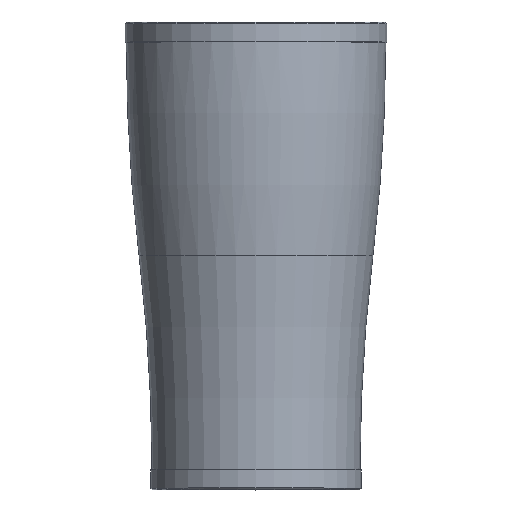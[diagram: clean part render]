
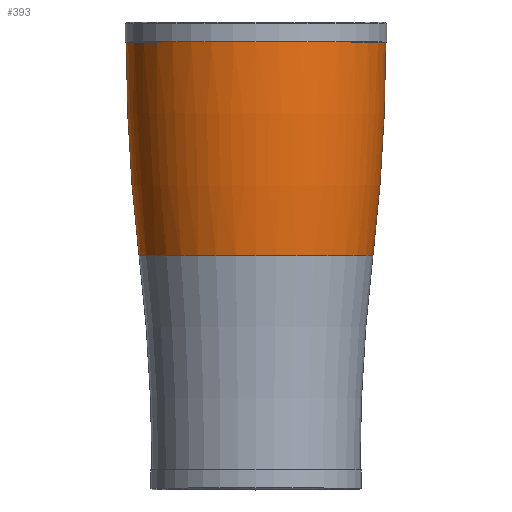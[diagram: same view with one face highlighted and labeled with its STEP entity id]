
A CAD part, top view. The second image highlights one B-rep face of the part: STEP entity #393.
In plain terms, the highlighted toroidal (fillet/blend) face has major radius 353.982 mm and minor radius 381.732 mm.
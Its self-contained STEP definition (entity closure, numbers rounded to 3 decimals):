
#22 = CARTESIAN_POINT ( 'NONE',  ( 0., 50., 0. ) ) ;
#25 = VERTEX_POINT ( 'NONE', #968 ) ;
#122 = AXIS2_PLACEMENT_3D ( 'NONE', #692, #785, #306 ) ;
#127 = DIRECTION ( 'NONE',  ( 0., -1., 0. ) ) ;
#191 = EDGE_CURVE ( 'NONE', #564, #573, #542, .T. ) ;
#198 = CIRCLE ( 'NONE', #244, 25. ) ;
#244 = AXIS2_PLACEMENT_3D ( 'NONE', #22, #707, #1021 ) ;
#288 = ORIENTED_EDGE ( 'NONE', *, *, #1107, .F. ) ;
#306 = DIRECTION ( 'NONE',  ( -1., 0., 0. ) ) ;
#321 = DIRECTION ( 'NONE',  ( 0., -1., 0. ) ) ;
#326 = EDGE_LOOP ( 'NONE', ( #916, #1092, #288, #733 ) ) ;
#343 = AXIS2_PLACEMENT_3D ( 'NONE', #732, #816, #843 ) ;
#393 = ADVANCED_FACE ( 'NONE', ( #569 ), #1194, .T. ) ;
#435 = DIRECTION ( 'NONE',  ( 1., 0., 0. ) ) ;
#449 = AXIS2_PLACEMENT_3D ( 'NONE', #1007, #127, #435 ) ;
#467 = EDGE_CURVE ( 'NONE', #595, #25, #742, .T. ) ;
#542 = CIRCLE ( 'NONE', #343, 381.732 ) ;
#564 = VERTEX_POINT ( 'NONE', #1096 ) ;
#569 = FACE_OUTER_BOUND ( 'NONE', #326, .T. ) ;
#573 = VERTEX_POINT ( 'NONE', #924 ) ;
#595 = VERTEX_POINT ( 'NONE', #1220 ) ;
#686 = CARTESIAN_POINT ( 'NONE',  ( 0., 95.738, 0. ) ) ;
#692 = CARTESIAN_POINT ( 'NONE',  ( -353.982, 95.738, 0. ) ) ;
#707 = DIRECTION ( 'NONE',  ( 0., -1., 0. ) ) ;
#732 = CARTESIAN_POINT ( 'NONE',  ( 353.982, 95.738, 0. ) ) ;
#733 = ORIENTED_EDGE ( 'NONE', *, *, #467, .F. ) ;
#742 = CIRCLE ( 'NONE', #122, 381.732 ) ;
#785 = DIRECTION ( 'NONE',  ( 0., 0., -1. ) ) ;
#816 = DIRECTION ( 'NONE',  ( 0., 0., 1. ) ) ;
#843 = DIRECTION ( 'NONE',  ( 1., 0., 0. ) ) ;
#873 = DIRECTION ( 'NONE',  ( 1., 0., 0. ) ) ;
#916 = ORIENTED_EDGE ( 'NONE', *, *, #1049, .T. ) ;
#919 = CIRCLE ( 'NONE', #449, 27.75 ) ;
#924 = CARTESIAN_POINT ( 'NONE',  ( -25., 50., 0. ) ) ;
#968 = CARTESIAN_POINT ( 'NONE',  ( 25., 50., 0. ) ) ;
#1007 = CARTESIAN_POINT ( 'NONE',  ( 0., 95.738, 0. ) ) ;
#1021 = DIRECTION ( 'NONE',  ( 1., 0., 0. ) ) ;
#1049 = EDGE_CURVE ( 'NONE', #595, #564, #919, .T. ) ;
#1092 = ORIENTED_EDGE ( 'NONE', *, *, #191, .T. ) ;
#1096 = CARTESIAN_POINT ( 'NONE',  ( -27.75, 95.738, 0. ) ) ;
#1107 = EDGE_CURVE ( 'NONE', #25, #573, #198, .T. ) ;
#1174 = AXIS2_PLACEMENT_3D ( 'NONE', #686, #321, #873 ) ;
#1194 = TOROIDAL_SURFACE ( 'NONE', #1174, -353.982, 381.732 ) ;
#1220 = CARTESIAN_POINT ( 'NONE',  ( 27.75, 95.738, 0. ) ) ;
